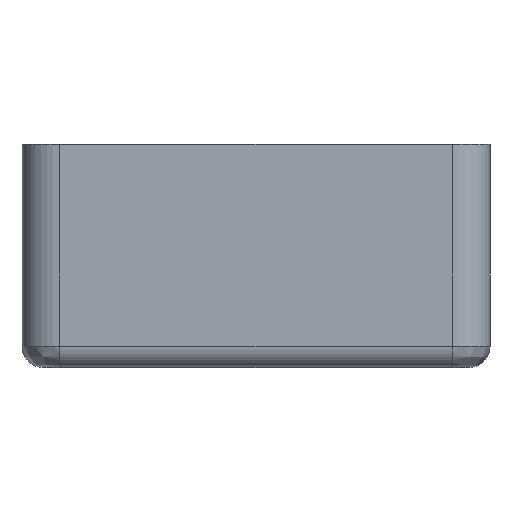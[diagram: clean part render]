
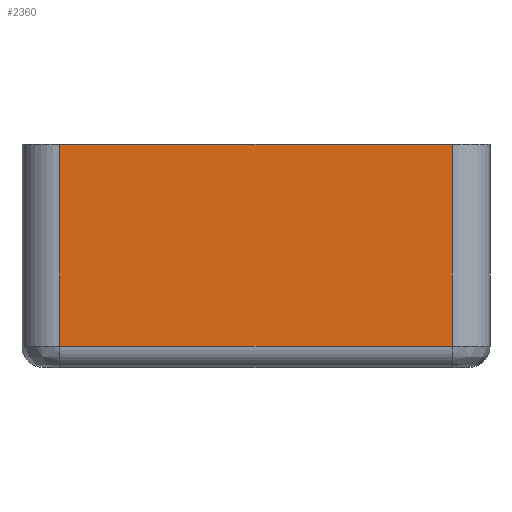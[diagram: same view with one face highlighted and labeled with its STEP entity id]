
A CAD part, front view. The second image highlights one B-rep face of the part: STEP entity #2360.
In plain terms, the highlighted planar face has unit normal (0, -1, 0).
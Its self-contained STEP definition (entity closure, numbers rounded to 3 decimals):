
#20=DIRECTION('',(1.,0.,0.));
#21=VECTOR('',#20,36.952);
#22=CARTESIAN_POINT('',(71.906,-192.412,19.));
#23=LINE('',#22,#21);
#710=DIRECTION('',(-1.,0.,0.));
#711=VECTOR('',#710,36.952);
#712=CARTESIAN_POINT('',(108.859,-192.412,0.));
#713=LINE('',#712,#711);
#787=DIRECTION('',(0.,0.,-1.));
#788=VECTOR('',#787,19.);
#789=CARTESIAN_POINT('',(108.859,-192.412,19.));
#790=LINE('',#789,#788);
#791=DIRECTION('',(0.,0.,1.));
#792=VECTOR('',#791,19.);
#793=CARTESIAN_POINT('',(71.906,-192.412,0.));
#794=LINE('',#793,#792);
#1140=CARTESIAN_POINT('',(108.859,-192.412,19.));
#1141=VERTEX_POINT('',#1140);
#1142=CARTESIAN_POINT('',(71.906,-192.412,19.));
#1143=VERTEX_POINT('',#1142);
#1362=CARTESIAN_POINT('',(108.859,-192.412,0.));
#1364=VERTEX_POINT('',#1362);
#1369=CARTESIAN_POINT('',(71.906,-192.412,0.));
#1370=VERTEX_POINT('',#1369);
#2348=CARTESIAN_POINT('',(71.906,-192.412,0.));
#2349=DIRECTION('',(0.,-1.,0.));
#2350=DIRECTION('',(-1.,0.,0.));
#2351=AXIS2_PLACEMENT_3D('',#2348,#2349,#2350);
#2352=PLANE('',#2351);
#2354=ORIENTED_EDGE('',*,*,#2353,.T.);
#2355=ORIENTED_EDGE('',*,*,#1454,.T.);
#2356=ORIENTED_EDGE('',*,*,#2342,.T.);
#2357=ORIENTED_EDGE('',*,*,#2197,.T.);
#2358=EDGE_LOOP('',(#2354,#2355,#2356,#2357));
#2359=FACE_OUTER_BOUND('',#2358,.F.);
#2360=ADVANCED_FACE('',(#2359),#2352,.T.);
#1454=EDGE_CURVE('',#1143,#1141,#23,.T.);
#2197=EDGE_CURVE('',#1364,#1370,#713,.T.);
#2342=EDGE_CURVE('',#1141,#1364,#790,.T.);
#2353=EDGE_CURVE('',#1370,#1143,#794,.T.);
